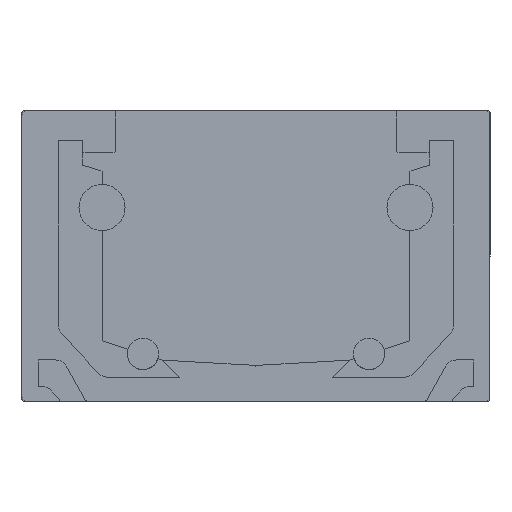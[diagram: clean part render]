
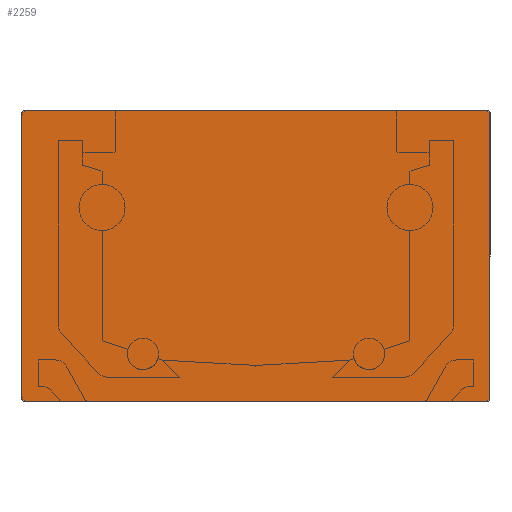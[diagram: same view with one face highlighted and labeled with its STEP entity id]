
A CAD part, left-side view. The second image highlights one B-rep face of the part: STEP entity #2259.
In plain terms, the highlighted planar face has unit normal (-1, 0, 0).
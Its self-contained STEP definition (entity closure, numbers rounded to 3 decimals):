
#109=PLANE('',#2478);
#230=FACE_OUTER_BOUND('',#355,.T.);
#355=EDGE_LOOP('',(#2049,#2050,#2051,#2052,#2053,#2054,#2055,#2056));
#577=LINE('',#3718,#818);
#581=LINE('',#3730,#822);
#585=LINE('',#3742,#826);
#589=LINE('',#3754,#830);
#818=VECTOR('',#3050,10.);
#822=VECTOR('',#3062,10.);
#826=VECTOR('',#3074,10.);
#830=VECTOR('',#3086,10.);
#913=CIRCLE('',#2464,0.2);
#915=CIRCLE('',#2468,0.2);
#917=CIRCLE('',#2472,0.2);
#919=CIRCLE('',#2476,0.2);
#1112=VERTEX_POINT('',#3715);
#1113=VERTEX_POINT('',#3717);
#1115=VERTEX_POINT('',#3723);
#1117=VERTEX_POINT('',#3729);
#1119=VERTEX_POINT('',#3735);
#1121=VERTEX_POINT('',#3741);
#1123=VERTEX_POINT('',#3747);
#1125=VERTEX_POINT('',#3753);
#1417=EDGE_CURVE('',#1113,#1112,#577,.T.);
#1420=EDGE_CURVE('',#1115,#1113,#913,.T.);
#1423=EDGE_CURVE('',#1117,#1115,#581,.T.);
#1426=EDGE_CURVE('',#1119,#1117,#915,.T.);
#1429=EDGE_CURVE('',#1121,#1119,#585,.T.);
#1432=EDGE_CURVE('',#1123,#1121,#917,.T.);
#1435=EDGE_CURVE('',#1125,#1123,#589,.T.);
#1438=EDGE_CURVE('',#1112,#1125,#919,.T.);
#2049=ORIENTED_EDGE('',*,*,#1438,.T.);
#2050=ORIENTED_EDGE('',*,*,#1435,.T.);
#2051=ORIENTED_EDGE('',*,*,#1432,.T.);
#2052=ORIENTED_EDGE('',*,*,#1429,.T.);
#2053=ORIENTED_EDGE('',*,*,#1426,.T.);
#2054=ORIENTED_EDGE('',*,*,#1423,.T.);
#2055=ORIENTED_EDGE('',*,*,#1420,.T.);
#2056=ORIENTED_EDGE('',*,*,#1417,.T.);
#2259=ADVANCED_FACE('',(#230),#109,.F.);
#2464=AXIS2_PLACEMENT_3D('',#3724,#3056,#3057);
#2468=AXIS2_PLACEMENT_3D('',#3736,#3068,#3069);
#2472=AXIS2_PLACEMENT_3D('',#3748,#3080,#3081);
#2476=AXIS2_PLACEMENT_3D('',#3758,#3092,#3093);
#2478=AXIS2_PLACEMENT_3D('',#3760,#3096,#3097);
#3050=DIRECTION('',(0.,0.,-1.));
#3056=DIRECTION('center_axis',(-1.,0.,0.));
#3057=DIRECTION('ref_axis',(0.,1.,0.));
#3062=DIRECTION('',(0.,1.,0.));
#3068=DIRECTION('center_axis',(-1.,0.,0.));
#3069=DIRECTION('ref_axis',(0.,0.,1.));
#3074=DIRECTION('',(0.,0.,1.));
#3080=DIRECTION('center_axis',(-1.,0.,0.));
#3081=DIRECTION('ref_axis',(0.,-1.,0.));
#3086=DIRECTION('',(0.,-1.,0.));
#3092=DIRECTION('center_axis',(-1.,0.,0.));
#3093=DIRECTION('ref_axis',(0.,0.,-1.));
#3096=DIRECTION('center_axis',(1.,0.,0.));
#3097=DIRECTION('ref_axis',(0.,1.,0.));
#3715=CARTESIAN_POINT('',(-1.,19.3,0.2));
#3717=CARTESIAN_POINT('',(-1.,19.3,11.8));
#3718=CARTESIAN_POINT('',(-1.,19.3,11.8));
#3723=CARTESIAN_POINT('',(-1.,19.1,12.));
#3724=CARTESIAN_POINT('Origin',(-1.,19.1,11.8));
#3729=CARTESIAN_POINT('',(-1.,0.2,12.));
#3730=CARTESIAN_POINT('',(-1.,0.2,12.));
#3735=CARTESIAN_POINT('',(-1.,0.,11.8));
#3736=CARTESIAN_POINT('Origin',(-1.,0.2,11.8));
#3741=CARTESIAN_POINT('',(-1.,0.,0.2));
#3742=CARTESIAN_POINT('',(-1.,0.,0.2));
#3747=CARTESIAN_POINT('',(-1.,0.2,0.));
#3748=CARTESIAN_POINT('Origin',(-1.,0.2,0.2));
#3753=CARTESIAN_POINT('',(-1.,19.1,0.));
#3754=CARTESIAN_POINT('',(-1.,19.1,0.));
#3758=CARTESIAN_POINT('Origin',(-1.,19.1,0.2));
#3760=CARTESIAN_POINT('Origin',(-1.,9.65,6.));
